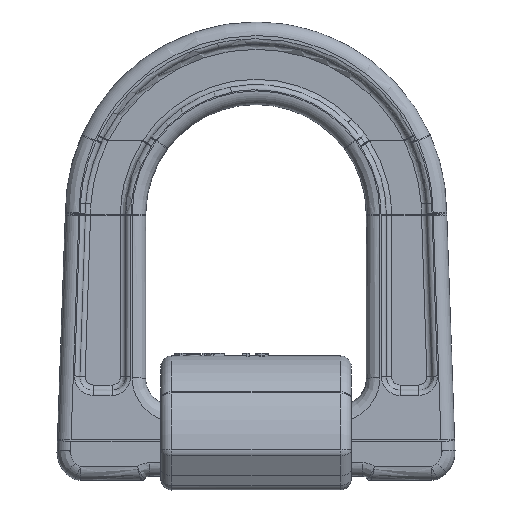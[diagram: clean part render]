
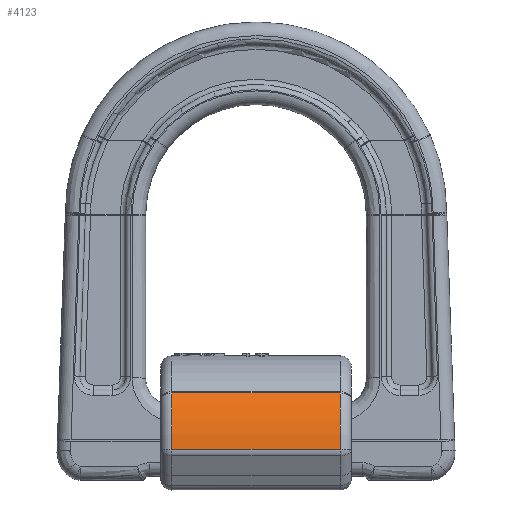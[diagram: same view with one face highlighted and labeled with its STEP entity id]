
A CAD part, front view. The second image highlights one B-rep face of the part: STEP entity #4123.
In plain terms, the highlighted cylindrical face has radius 40 mm (diameter 80 mm), a partial arc.
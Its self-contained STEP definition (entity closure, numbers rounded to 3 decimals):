
#774=AXIS2_PLACEMENT_3D('Circle Axis2P3D',#772,#773,$) ;
#4103=AXIS2_PLACEMENT_3D('Cylinder Axis2P3D',#4100,#4101,#4102) ;
#4107=AXIS2_PLACEMENT_3D('Circle Axis2P3D',#4105,#4106,$) ;
#743=CARTESIAN_POINT('Vertex',(31.,-26.573,20.129)) ;
#772=CARTESIAN_POINT('Axis2P3D Location',(31.,5.799,-3.366)) ;
#776=CARTESIAN_POINT('Vertex',(31.,-34.105,-0.602)) ;
#4085=CARTESIAN_POINT('Vertex',(-31.,-26.573,20.129)) ;
#4088=CARTESIAN_POINT('Line Origine',(0.,-26.573,20.129)) ;
#4100=CARTESIAN_POINT('Axis2P3D Location',(0.,5.799,-3.366)) ;
#4105=CARTESIAN_POINT('Axis2P3D Location',(-31.,5.799,-3.366)) ;
#4109=CARTESIAN_POINT('Vertex',(-31.,-34.105,-0.602)) ;
#4112=CARTESIAN_POINT('Line Origine',(0.,-34.105,-0.602)) ;
#773=DIRECTION('Axis2P3D Direction',(1.,0.,0.)) ;
#4089=DIRECTION('Vector Direction',(1.,0.,0.)) ;
#4101=DIRECTION('Axis2P3D Direction',(1.,0.,0.)) ;
#4102=DIRECTION('Axis2P3D XDirection',(0.,-0.809,0.587)) ;
#4106=DIRECTION('Axis2P3D Direction',(1.,0.,0.)) ;
#4113=DIRECTION('Vector Direction',(1.,0.,0.)) ;
#4090=VECTOR('Line Direction',#4089,1.) ;
#4114=VECTOR('Line Direction',#4113,1.) ;
#4118=ORIENTED_EDGE('',*,*,#778,.F.) ;
#4119=ORIENTED_EDGE('',*,*,#4092,.F.) ;
#4120=ORIENTED_EDGE('',*,*,#4111,.F.) ;
#4121=ORIENTED_EDGE('',*,*,#4116,.F.) ;
#4123=ADVANCED_FACE('\X2\51434EF6672C9AD4\X0\',(#4122),#4104,.T.) ;
#775=CIRCLE('generated circle',#774,40.) ;
#4108=CIRCLE('generated circle',#4107,40.) ;
#4104=CYLINDRICAL_SURFACE('generated cylinder',#4103,40.) ;
#778=EDGE_CURVE('',#744,#777,#775,.T.) ;
#4092=EDGE_CURVE('',#4086,#744,#4091,.T.) ;
#4111=EDGE_CURVE('',#4110,#4086,#4108,.F.) ;
#4116=EDGE_CURVE('',#777,#4110,#4115,.F.) ;
#4117=EDGE_LOOP('',(#4118,#4119,#4120,#4121)) ;
#4122=FACE_OUTER_BOUND('',#4117,.T.) ;
#4091=LINE('Line',#4088,#4090) ;
#4115=LINE('Line',#4112,#4114) ;
#744=VERTEX_POINT('',#743) ;
#777=VERTEX_POINT('',#776) ;
#4086=VERTEX_POINT('',#4085) ;
#4110=VERTEX_POINT('',#4109) ;
